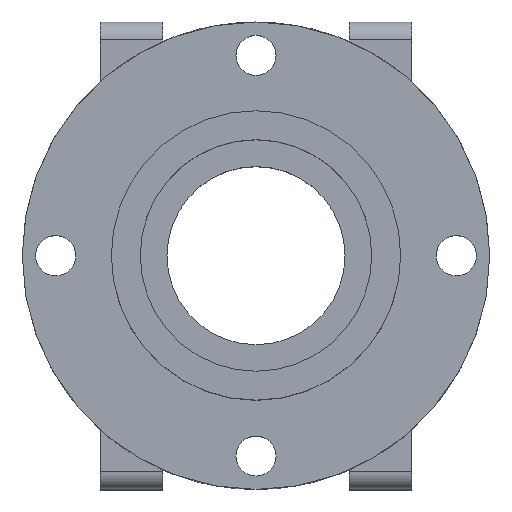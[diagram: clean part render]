
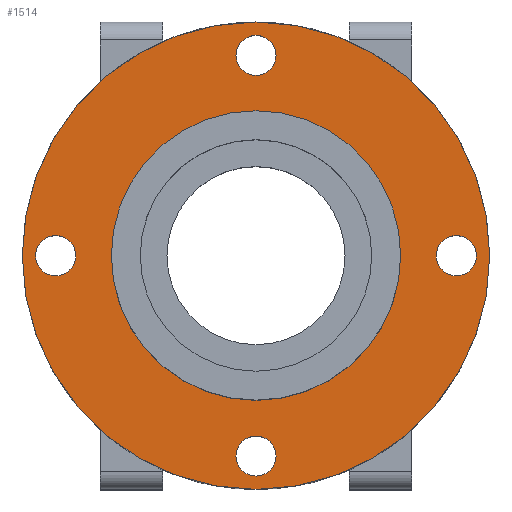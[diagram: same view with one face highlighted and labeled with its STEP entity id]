
A CAD part, top view. The second image highlights one B-rep face of the part: STEP entity #1514.
In plain terms, the highlighted planar face has unit normal (0, 0, 1).
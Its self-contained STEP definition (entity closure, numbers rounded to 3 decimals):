
#14 = AXIS2_PLACEMENT_3D ( 'NONE', #261, #451, #1346 ) ;
#24 = ORIENTED_EDGE ( 'NONE', *, *, #609, .T. ) ;
#30 = EDGE_CURVE ( 'NONE', #579, #1687, #1586, .T. ) ;
#52 = CARTESIAN_POINT ( 'NONE',  ( 45., 0., -35. ) ) ;
#56 = DIRECTION ( 'NONE',  ( 0., 0., -1. ) ) ;
#90 = CIRCLE ( 'NONE', #937, 4.5 ) ;
#113 = VERTEX_POINT ( 'NONE', #1440 ) ;
#114 = FACE_BOUND ( 'NONE', #1247, .T. ) ;
#119 = CARTESIAN_POINT ( 'NONE',  ( 0., 0., -35. ) ) ;
#121 = CIRCLE ( 'NONE', #181, 4.5 ) ;
#133 = EDGE_LOOP ( 'NONE', ( #24, #410 ) ) ;
#145 = CARTESIAN_POINT ( 'NONE',  ( 0., -45., -35. ) ) ;
#181 = AXIS2_PLACEMENT_3D ( 'NONE', #379, #1918, #523 ) ;
#188 = CARTESIAN_POINT ( 'NONE',  ( -4.5, -45., -35. ) ) ;
#194 = DIRECTION ( 'NONE',  ( -1., 0., 0. ) ) ;
#197 = ORIENTED_EDGE ( 'NONE', *, *, #253, .T. ) ;
#234 = CARTESIAN_POINT ( 'NONE',  ( 4.5, 45., -35. ) ) ;
#235 = CARTESIAN_POINT ( 'NONE',  ( 0., -45., -35. ) ) ;
#253 = EDGE_CURVE ( 'NONE', #1687, #579, #637, .T. ) ;
#254 = FACE_OUTER_BOUND ( 'NONE', #561, .T. ) ;
#260 = EDGE_LOOP ( 'NONE', ( #197, #485 ) ) ;
#261 = CARTESIAN_POINT ( 'NONE',  ( 0., 0., -35. ) ) ;
#272 = EDGE_LOOP ( 'NONE', ( #1546, #905 ) ) ;
#277 = DIRECTION ( 'NONE',  ( 0., 0., 1. ) ) ;
#310 = VERTEX_POINT ( 'NONE', #1498 ) ;
#339 = VERTEX_POINT ( 'NONE', #1039 ) ;
#373 = CIRCLE ( 'NONE', #1804, 52.5 ) ;
#379 = CARTESIAN_POINT ( 'NONE',  ( 45., 0., -35. ) ) ;
#410 = ORIENTED_EDGE ( 'NONE', *, *, #611, .T. ) ;
#442 = CARTESIAN_POINT ( 'NONE',  ( 52.5, 0., -35. ) ) ;
#446 = CIRCLE ( 'NONE', #1356, 4.5 ) ;
#451 = DIRECTION ( 'NONE',  ( 0., 0., -1. ) ) ;
#478 = CIRCLE ( 'NONE', #1322, 52.5 ) ;
#485 = ORIENTED_EDGE ( 'NONE', *, *, #30, .T. ) ;
#507 = ORIENTED_EDGE ( 'NONE', *, *, #909, .T. ) ;
#523 = DIRECTION ( 'NONE',  ( -1., 0., 0. ) ) ;
#544 = AXIS2_PLACEMENT_3D ( 'NONE', #52, #1296, #1146 ) ;
#553 = DIRECTION ( 'NONE',  ( 0., 0., -1. ) ) ;
#561 = EDGE_LOOP ( 'NONE', ( #1446, #1103 ) ) ;
#568 = CIRCLE ( 'NONE', #1345, 4.5 ) ;
#579 = VERTEX_POINT ( 'NONE', #1286 ) ;
#609 = EDGE_CURVE ( 'NONE', #1833, #339, #1844, .T. ) ;
#611 = EDGE_CURVE ( 'NONE', #339, #1833, #121, .T. ) ;
#615 = DIRECTION ( 'NONE',  ( -1., 0., 0. ) ) ;
#637 = CIRCLE ( 'NONE', #1196, 4.5 ) ;
#647 = VERTEX_POINT ( 'NONE', #442 ) ;
#667 = EDGE_CURVE ( 'NONE', #647, #1530, #478, .T. ) ;
#672 = VERTEX_POINT ( 'NONE', #1676 ) ;
#677 = CARTESIAN_POINT ( 'NONE',  ( 0., 45., -35. ) ) ;
#680 = EDGE_CURVE ( 'NONE', #2005, #672, #446, .T. ) ;
#727 = EDGE_LOOP ( 'NONE', ( #839, #1189 ) ) ;
#729 = CIRCLE ( 'NONE', #1638, 32.5 ) ;
#736 = FACE_BOUND ( 'NONE', #133, .T. ) ;
#809 = CARTESIAN_POINT ( 'NONE',  ( 0., 0., -35. ) ) ;
#812 = EDGE_CURVE ( 'NONE', #1379, #1731, #568, .T. ) ;
#839 = ORIENTED_EDGE ( 'NONE', *, *, #1992, .T. ) ;
#845 = CARTESIAN_POINT ( 'NONE',  ( -45., 0., -35. ) ) ;
#849 = DIRECTION ( 'NONE',  ( 1., 0., 0. ) ) ;
#852 = DIRECTION ( 'NONE',  ( -1., 0., 0. ) ) ;
#881 = FACE_BOUND ( 'NONE', #272, .T. ) ;
#888 = CARTESIAN_POINT ( 'NONE',  ( -45., 0., -35. ) ) ;
#896 = CARTESIAN_POINT ( 'NONE',  ( 40.5, 0., -35. ) ) ;
#905 = ORIENTED_EDGE ( 'NONE', *, *, #1006, .F. ) ;
#909 = EDGE_CURVE ( 'NONE', #1731, #1379, #1151, .T. ) ;
#911 = AXIS2_PLACEMENT_3D ( 'NONE', #845, #56, #194 ) ;
#937 = AXIS2_PLACEMENT_3D ( 'NONE', #677, #1466, #852 ) ;
#985 = AXIS2_PLACEMENT_3D ( 'NONE', #235, #1015, #1798 ) ;
#1002 = CARTESIAN_POINT ( 'NONE',  ( 0., 0., -35. ) ) ;
#1006 = EDGE_CURVE ( 'NONE', #310, #113, #729, .T. ) ;
#1015 = DIRECTION ( 'NONE',  ( 0., 0., -1. ) ) ;
#1023 = CARTESIAN_POINT ( 'NONE',  ( 0., 45., -35. ) ) ;
#1039 = CARTESIAN_POINT ( 'NONE',  ( 49.5, 0., -35. ) ) ;
#1073 = FACE_BOUND ( 'NONE', #260, .T. ) ;
#1103 = ORIENTED_EDGE ( 'NONE', *, *, #1750, .F. ) ;
#1146 = DIRECTION ( 'NONE',  ( -1., 0., 0. ) ) ;
#1151 = CIRCLE ( 'NONE', #985, 4.5 ) ;
#1153 = AXIS2_PLACEMENT_3D ( 'NONE', #1002, #1631, #849 ) ;
#1177 = DIRECTION ( 'NONE',  ( 0., 0., -1. ) ) ;
#1189 = ORIENTED_EDGE ( 'NONE', *, *, #680, .T. ) ;
#1196 = AXIS2_PLACEMENT_3D ( 'NONE', #888, #1374, #1224 ) ;
#1222 = CIRCLE ( 'NONE', #1153, 32.5 ) ;
#1224 = DIRECTION ( 'NONE',  ( -1., 0., 0. ) ) ;
#1226 = PLANE ( 'NONE',  #14 ) ;
#1247 = EDGE_LOOP ( 'NONE', ( #507, #1587 ) ) ;
#1272 = CARTESIAN_POINT ( 'NONE',  ( -52.5, 0., -35. ) ) ;
#1286 = CARTESIAN_POINT ( 'NONE',  ( -40.5, 0., -35. ) ) ;
#1296 = DIRECTION ( 'NONE',  ( 0., 0., -1. ) ) ;
#1322 = AXIS2_PLACEMENT_3D ( 'NONE', #1974, #553, #1655 ) ;
#1342 = EDGE_CURVE ( 'NONE', #113, #310, #1222, .T. ) ;
#1345 = AXIS2_PLACEMENT_3D ( 'NONE', #145, #1536, #615 ) ;
#1346 = DIRECTION ( 'NONE',  ( -1., 0., 0. ) ) ;
#1356 = AXIS2_PLACEMENT_3D ( 'NONE', #1023, #1177, #1646 ) ;
#1374 = DIRECTION ( 'NONE',  ( 0., 0., -1. ) ) ;
#1379 = VERTEX_POINT ( 'NONE', #1694 ) ;
#1433 = DIRECTION ( 'NONE',  ( 0., 0., -1. ) ) ;
#1440 = CARTESIAN_POINT ( 'NONE',  ( 32.5, 0., -35. ) ) ;
#1446 = ORIENTED_EDGE ( 'NONE', *, *, #667, .F. ) ;
#1466 = DIRECTION ( 'NONE',  ( 0., 0., -1. ) ) ;
#1469 = DIRECTION ( 'NONE',  ( -1., 0., 0. ) ) ;
#1478 = CARTESIAN_POINT ( 'NONE',  ( -49.5, 0., -35. ) ) ;
#1498 = CARTESIAN_POINT ( 'NONE',  ( -32.5, 0., -35. ) ) ;
#1514 = ADVANCED_FACE ( 'NONE', ( #1073, #114, #736, #2001, #881, #254 ), #1226, .F. ) ;
#1530 = VERTEX_POINT ( 'NONE', #1272 ) ;
#1536 = DIRECTION ( 'NONE',  ( 0., 0., -1. ) ) ;
#1546 = ORIENTED_EDGE ( 'NONE', *, *, #1342, .F. ) ;
#1586 = CIRCLE ( 'NONE', #911, 4.5 ) ;
#1587 = ORIENTED_EDGE ( 'NONE', *, *, #812, .T. ) ;
#1631 = DIRECTION ( 'NONE',  ( 0., 0., 1. ) ) ;
#1638 = AXIS2_PLACEMENT_3D ( 'NONE', #119, #277, #1831 ) ;
#1646 = DIRECTION ( 'NONE',  ( -1., 0., 0. ) ) ;
#1655 = DIRECTION ( 'NONE',  ( -1., 0., 0. ) ) ;
#1676 = CARTESIAN_POINT ( 'NONE',  ( -4.5, 45., -35. ) ) ;
#1687 = VERTEX_POINT ( 'NONE', #1478 ) ;
#1694 = CARTESIAN_POINT ( 'NONE',  ( 4.5, -45., -35. ) ) ;
#1731 = VERTEX_POINT ( 'NONE', #188 ) ;
#1750 = EDGE_CURVE ( 'NONE', #1530, #647, #373, .T. ) ;
#1798 = DIRECTION ( 'NONE',  ( -1., 0., 0. ) ) ;
#1804 = AXIS2_PLACEMENT_3D ( 'NONE', #809, #1433, #1469 ) ;
#1831 = DIRECTION ( 'NONE',  ( 1., 0., 0. ) ) ;
#1833 = VERTEX_POINT ( 'NONE', #896 ) ;
#1844 = CIRCLE ( 'NONE', #544, 4.5 ) ;
#1918 = DIRECTION ( 'NONE',  ( 0., 0., -1. ) ) ;
#1974 = CARTESIAN_POINT ( 'NONE',  ( 0., 0., -35. ) ) ;
#1992 = EDGE_CURVE ( 'NONE', #672, #2005, #90, .T. ) ;
#2001 = FACE_BOUND ( 'NONE', #727, .T. ) ;
#2005 = VERTEX_POINT ( 'NONE', #234 ) ;
